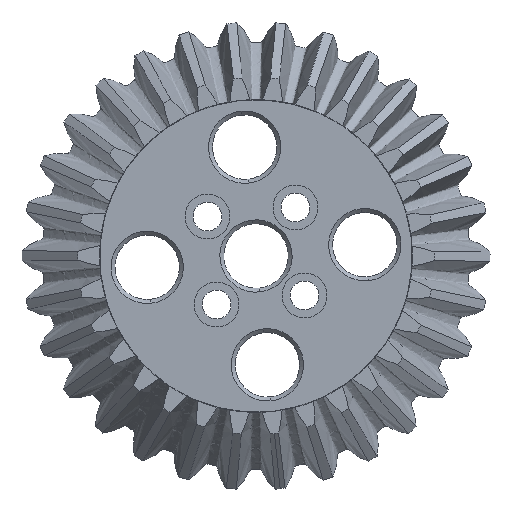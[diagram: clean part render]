
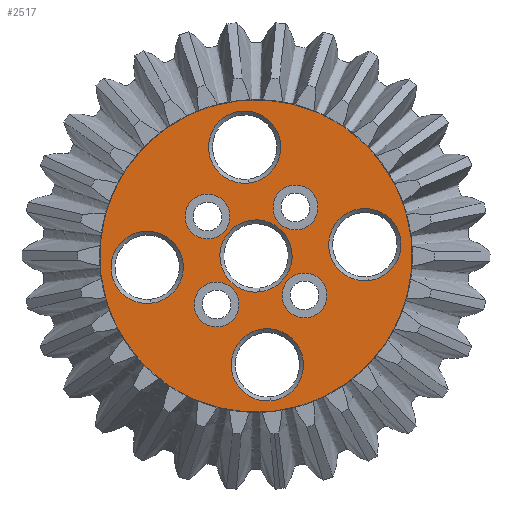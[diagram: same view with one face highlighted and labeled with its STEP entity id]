
A CAD part, left-side view. The second image highlights one B-rep face of the part: STEP entity #2517.
In plain terms, the highlighted planar face has unit normal (-1, 0, 0).
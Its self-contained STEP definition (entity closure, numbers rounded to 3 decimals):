
#54=FACE_BOUND('',#612,.T.);
#55=FACE_BOUND('',#613,.T.);
#56=FACE_BOUND('',#614,.T.);
#57=FACE_BOUND('',#615,.T.);
#58=FACE_BOUND('',#616,.T.);
#59=FACE_BOUND('',#617,.T.);
#60=FACE_BOUND('',#618,.T.);
#61=FACE_BOUND('',#619,.T.);
#62=FACE_BOUND('',#620,.T.);
#98=PLANE('',#2782);
#457=FACE_OUTER_BOUND('',#611,.T.);
#611=EDGE_LOOP('',(#2262,#2263));
#612=EDGE_LOOP('',(#2264,#2265));
#613=EDGE_LOOP('',(#2266,#2267));
#614=EDGE_LOOP('',(#2268,#2269));
#615=EDGE_LOOP('',(#2270,#2271));
#616=EDGE_LOOP('',(#2272,#2273));
#617=EDGE_LOOP('',(#2274,#2275));
#618=EDGE_LOOP('',(#2276,#2277));
#619=EDGE_LOOP('',(#2278,#2279));
#620=EDGE_LOOP('',(#2280,#2281));
#745=CIRCLE('',#2543,2.875);
#747=CIRCLE('',#2546,2.875);
#749=CIRCLE('',#2549,2.875);
#751=CIRCLE('',#2552,2.875);
#753=CIRCLE('',#2555,4.625);
#755=CIRCLE('',#2558,4.625);
#757=CIRCLE('',#2561,4.625);
#759=CIRCLE('',#2564,4.625);
#769=CIRCLE('',#2583,4.625);
#770=CIRCLE('',#2585,20.);
#891=CIRCLE('',#2781,20.);
#892=CIRCLE('',#2783,2.875);
#893=CIRCLE('',#2784,2.875);
#894=CIRCLE('',#2785,2.875);
#895=CIRCLE('',#2786,2.875);
#896=CIRCLE('',#2787,4.625);
#897=CIRCLE('',#2788,4.625);
#898=CIRCLE('',#2789,4.625);
#899=CIRCLE('',#2790,4.625);
#900=CIRCLE('',#2791,4.625);
#915=VERTEX_POINT('',#3449);
#916=VERTEX_POINT('',#3451);
#919=VERTEX_POINT('',#3458);
#920=VERTEX_POINT('',#3460);
#923=VERTEX_POINT('',#3467);
#924=VERTEX_POINT('',#3469);
#927=VERTEX_POINT('',#3476);
#928=VERTEX_POINT('',#3478);
#931=VERTEX_POINT('',#3485);
#932=VERTEX_POINT('',#3487);
#935=VERTEX_POINT('',#3494);
#936=VERTEX_POINT('',#3496);
#939=VERTEX_POINT('',#3503);
#940=VERTEX_POINT('',#3505);
#943=VERTEX_POINT('',#3512);
#944=VERTEX_POINT('',#3514);
#963=VERTEX_POINT('',#3569);
#964=VERTEX_POINT('',#3571);
#965=VERTEX_POINT('',#3575);
#966=VERTEX_POINT('',#3576);
#1174=EDGE_CURVE('',#915,#916,#745,.T.);
#1178=EDGE_CURVE('',#919,#920,#747,.T.);
#1182=EDGE_CURVE('',#923,#924,#749,.T.);
#1186=EDGE_CURVE('',#927,#928,#751,.T.);
#1190=EDGE_CURVE('',#932,#931,#753,.T.);
#1194=EDGE_CURVE('',#936,#935,#755,.T.);
#1198=EDGE_CURVE('',#940,#939,#757,.T.);
#1202=EDGE_CURVE('',#944,#943,#759,.T.);
#1230=EDGE_CURVE('',#964,#963,#769,.T.);
#1232=EDGE_CURVE('',#965,#966,#770,.T.);
#1548=EDGE_CURVE('',#966,#965,#891,.T.);
#1549=EDGE_CURVE('',#916,#915,#892,.T.);
#1550=EDGE_CURVE('',#920,#919,#893,.T.);
#1551=EDGE_CURVE('',#924,#923,#894,.T.);
#1552=EDGE_CURVE('',#928,#927,#895,.T.);
#1553=EDGE_CURVE('',#943,#944,#896,.T.);
#1554=EDGE_CURVE('',#939,#940,#897,.T.);
#1555=EDGE_CURVE('',#935,#936,#898,.T.);
#1556=EDGE_CURVE('',#931,#932,#899,.T.);
#1557=EDGE_CURVE('',#963,#964,#900,.T.);
#2262=ORIENTED_EDGE('',*,*,#1548,.T.);
#2263=ORIENTED_EDGE('',*,*,#1232,.T.);
#2264=ORIENTED_EDGE('',*,*,#1549,.F.);
#2265=ORIENTED_EDGE('',*,*,#1174,.F.);
#2266=ORIENTED_EDGE('',*,*,#1550,.F.);
#2267=ORIENTED_EDGE('',*,*,#1178,.F.);
#2268=ORIENTED_EDGE('',*,*,#1551,.F.);
#2269=ORIENTED_EDGE('',*,*,#1182,.F.);
#2270=ORIENTED_EDGE('',*,*,#1552,.F.);
#2271=ORIENTED_EDGE('',*,*,#1186,.F.);
#2272=ORIENTED_EDGE('',*,*,#1202,.T.);
#2273=ORIENTED_EDGE('',*,*,#1553,.T.);
#2274=ORIENTED_EDGE('',*,*,#1198,.T.);
#2275=ORIENTED_EDGE('',*,*,#1554,.T.);
#2276=ORIENTED_EDGE('',*,*,#1194,.T.);
#2277=ORIENTED_EDGE('',*,*,#1555,.T.);
#2278=ORIENTED_EDGE('',*,*,#1190,.T.);
#2279=ORIENTED_EDGE('',*,*,#1556,.T.);
#2280=ORIENTED_EDGE('',*,*,#1230,.T.);
#2281=ORIENTED_EDGE('',*,*,#1557,.T.);
#2517=ADVANCED_FACE('',(#457,#54,#55,#56,#57,#58,#59,#60,#61,#62),#98,.T.);
#2543=AXIS2_PLACEMENT_3D('',#3452,#2832,#2833);
#2546=AXIS2_PLACEMENT_3D('',#3461,#2840,#2841);
#2549=AXIS2_PLACEMENT_3D('',#3470,#2848,#2849);
#2552=AXIS2_PLACEMENT_3D('',#3479,#2856,#2857);
#2555=AXIS2_PLACEMENT_3D('',#3488,#2864,#2865);
#2558=AXIS2_PLACEMENT_3D('',#3497,#2872,#2873);
#2561=AXIS2_PLACEMENT_3D('',#3506,#2880,#2881);
#2564=AXIS2_PLACEMENT_3D('',#3515,#2888,#2889);
#2583=AXIS2_PLACEMENT_3D('',#3572,#2944,#2945);
#2585=AXIS2_PLACEMENT_3D('',#3577,#2949,#2950);
#2781=AXIS2_PLACEMENT_3D('',#8237,#3356,#3357);
#2782=AXIS2_PLACEMENT_3D('',#8238,#3358,#3359);
#2783=AXIS2_PLACEMENT_3D('',#8239,#3360,#3361);
#2784=AXIS2_PLACEMENT_3D('',#8240,#3362,#3363);
#2785=AXIS2_PLACEMENT_3D('',#8241,#3364,#3365);
#2786=AXIS2_PLACEMENT_3D('',#8242,#3366,#3367);
#2787=AXIS2_PLACEMENT_3D('',#8243,#3368,#3369);
#2788=AXIS2_PLACEMENT_3D('',#8244,#3370,#3371);
#2789=AXIS2_PLACEMENT_3D('',#8245,#3372,#3373);
#2790=AXIS2_PLACEMENT_3D('',#8246,#3374,#3375);
#2791=AXIS2_PLACEMENT_3D('',#8247,#3376,#3377);
#2832=DIRECTION('center_axis',(-1.,0.,0.));
#2833=DIRECTION('ref_axis',(0.,0.103,0.995));
#2840=DIRECTION('center_axis',(-1.,0.,0.));
#2841=DIRECTION('ref_axis',(0.,0.103,0.995));
#2848=DIRECTION('center_axis',(-1.,0.,0.));
#2849=DIRECTION('ref_axis',(0.,0.103,0.995));
#2856=DIRECTION('center_axis',(-1.,0.,0.));
#2857=DIRECTION('ref_axis',(0.,0.103,0.995));
#2864=DIRECTION('center_axis',(1.,0.,0.));
#2865=DIRECTION('ref_axis',(0.,0.103,0.995));
#2872=DIRECTION('center_axis',(1.,0.,0.));
#2873=DIRECTION('ref_axis',(0.,0.103,0.995));
#2880=DIRECTION('center_axis',(1.,0.,0.));
#2881=DIRECTION('ref_axis',(0.,0.103,0.995));
#2888=DIRECTION('center_axis',(1.,0.,0.));
#2889=DIRECTION('ref_axis',(0.,0.103,0.995));
#2944=DIRECTION('center_axis',(1.,0.,0.));
#2945=DIRECTION('ref_axis',(0.,0.103,0.995));
#2949=DIRECTION('center_axis',(-1.,0.,0.));
#2950=DIRECTION('ref_axis',(0.,0.103,0.995));
#3356=DIRECTION('center_axis',(-1.,0.,0.));
#3357=DIRECTION('ref_axis',(0.,0.103,0.995));
#3358=DIRECTION('center_axis',(-1.,0.,0.));
#3359=DIRECTION('ref_axis',(0.,0.103,0.995));
#3360=DIRECTION('center_axis',(-1.,0.,0.));
#3361=DIRECTION('ref_axis',(0.,0.103,0.995));
#3362=DIRECTION('center_axis',(-1.,0.,0.));
#3363=DIRECTION('ref_axis',(0.,0.103,0.995));
#3364=DIRECTION('center_axis',(-1.,0.,0.));
#3365=DIRECTION('ref_axis',(0.,0.103,0.995));
#3366=DIRECTION('center_axis',(-1.,0.,0.));
#3367=DIRECTION('ref_axis',(0.,0.103,0.995));
#3368=DIRECTION('center_axis',(1.,0.,0.));
#3369=DIRECTION('ref_axis',(0.,0.103,0.995));
#3370=DIRECTION('center_axis',(1.,0.,0.));
#3371=DIRECTION('ref_axis',(0.,0.103,0.995));
#3372=DIRECTION('center_axis',(1.,0.,0.));
#3373=DIRECTION('ref_axis',(0.,0.103,0.995));
#3374=DIRECTION('center_axis',(1.,0.,0.));
#3375=DIRECTION('ref_axis',(0.,0.103,0.995));
#3376=DIRECTION('center_axis',(1.,0.,0.));
#3377=DIRECTION('ref_axis',(0.,0.103,0.995));
#3449=CARTESIAN_POINT('',(28.163,7.254,-6.743));
#3451=CARTESIAN_POINT('',(28.163,7.847,-1.024));
#3452=CARTESIAN_POINT('Origin',(28.163,7.551,-3.884));
#3458=CARTESIAN_POINT('',(28.163,6.088,-17.997));
#3460=CARTESIAN_POINT('',(28.163,6.681,-12.277));
#3461=CARTESIAN_POINT('Origin',(28.163,6.384,-15.137));
#3467=CARTESIAN_POINT('',(28.163,17.341,-19.163));
#3469=CARTESIAN_POINT('',(28.163,17.934,-13.444));
#3470=CARTESIAN_POINT('Origin',(28.163,17.638,-16.303));
#3476=CARTESIAN_POINT('',(28.163,18.508,-7.91));
#3478=CARTESIAN_POINT('',(28.163,19.101,-2.19));
#3479=CARTESIAN_POINT('Origin',(28.163,18.804,-5.05));
#3485=CARTESIAN_POINT('',(28.163,10.674,-28.619));
#3487=CARTESIAN_POINT('',(28.163,11.628,-19.418));
#3488=CARTESIAN_POINT('Origin',(28.163,11.151,-24.019));
#3494=CARTESIAN_POINT('',(28.163,26.043,-16.137));
#3496=CARTESIAN_POINT('',(28.163,26.996,-6.936));
#3497=CARTESIAN_POINT('Origin',(28.163,26.52,-11.537));
#3503=CARTESIAN_POINT('',(28.163,13.561,-0.768));
#3505=CARTESIAN_POINT('',(28.163,14.514,8.432));
#3506=CARTESIAN_POINT('Origin',(28.163,14.038,3.832));
#3512=CARTESIAN_POINT('',(28.163,-1.808,-13.25));
#3514=CARTESIAN_POINT('',(28.163,-0.854,-4.05));
#3515=CARTESIAN_POINT('Origin',(28.163,-1.331,-8.65));
#3569=CARTESIAN_POINT('',(28.163,12.117,-14.694));
#3571=CARTESIAN_POINT('',(28.163,13.071,-5.493));
#3572=CARTESIAN_POINT('Origin',(28.163,12.594,-10.093));
#3575=CARTESIAN_POINT('',(28.163,10.532,-29.987));
#3576=CARTESIAN_POINT('',(28.163,14.656,9.8));
#3577=CARTESIAN_POINT('Origin',(28.163,12.594,-10.093));
#8237=CARTESIAN_POINT('Origin',(28.163,12.594,-10.093));
#8238=CARTESIAN_POINT('Origin',(28.163,12.594,-10.093));
#8239=CARTESIAN_POINT('Origin',(28.163,7.551,-3.884));
#8240=CARTESIAN_POINT('Origin',(28.163,6.384,-15.137));
#8241=CARTESIAN_POINT('Origin',(28.163,17.638,-16.303));
#8242=CARTESIAN_POINT('Origin',(28.163,18.804,-5.05));
#8243=CARTESIAN_POINT('Origin',(28.163,-1.331,-8.65));
#8244=CARTESIAN_POINT('Origin',(28.163,14.038,3.832));
#8245=CARTESIAN_POINT('Origin',(28.163,26.52,-11.537));
#8246=CARTESIAN_POINT('Origin',(28.163,11.151,-24.019));
#8247=CARTESIAN_POINT('Origin',(28.163,12.594,-10.093));
